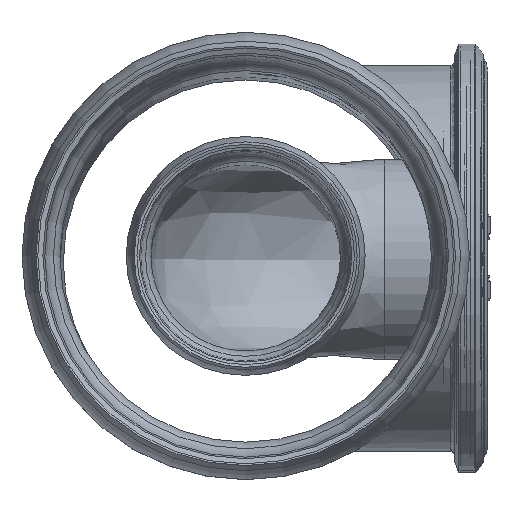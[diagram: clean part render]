
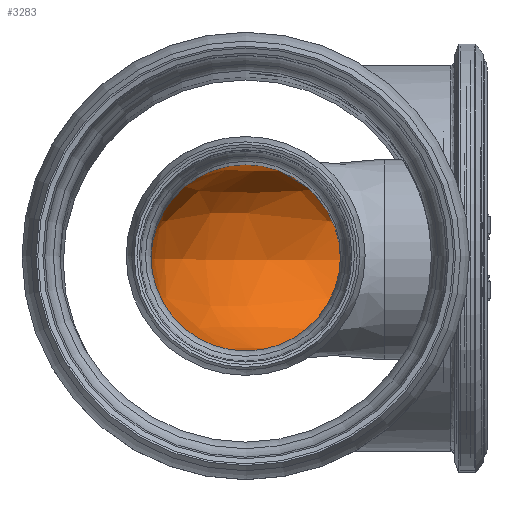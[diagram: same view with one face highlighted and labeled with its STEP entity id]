
A CAD part, top view. The second image highlights one B-rep face of the part: STEP entity #3283.
In plain terms, the highlighted free-form (B-spline) face has degree [2, 2] with [9, 3] control points.
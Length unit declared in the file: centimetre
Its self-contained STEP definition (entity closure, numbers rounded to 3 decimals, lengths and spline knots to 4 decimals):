
#24=(
BOUNDED_SURFACE()
B_SPLINE_SURFACE(2,2,((#6902,#6903,#6904),(#6905,#6906,#6907),(#6908,#6909,
#6910),(#6911,#6912,#6913),(#6914,#6915,#6916),(#6917,#6918,#6919),(#6920,
#6921,#6922),(#6923,#6924,#6925),(#6926,#6927,#6928)),.UNSPECIFIED.,.T.,
 .F.,.F.)
B_SPLINE_SURFACE_WITH_KNOTS((3,2,2,2,3),(3,3),(-6.2832,-4.7124,
-3.1416,-1.5708,0.),(0.,1.5708),
 .UNSPECIFIED.)
GEOMETRIC_REPRESENTATION_ITEM()
RATIONAL_B_SPLINE_SURFACE(((1.,0.707,1.),(0.707,
0.5,0.707),(1.,0.707,1.),(0.707,
0.5,0.707),(1.,0.707,1.),(0.707,
0.5,0.707),(1.,0.707,1.),(0.707,
0.5,0.707),(1.,0.707,1.)))
REPRESENTATION_ITEM('')
SURFACE()
);
#464=FACE_OUTER_BOUND('',#669,.T.);
#669=EDGE_LOOP('',(#2971,#2972,#2973,#2974,#2975));
#1273=CIRCLE('',#3691,24.9997);
#1274=CIRCLE('',#3693,24.9997);
#1276=CIRCLE('',#3695,24.9997);
#1277=CIRCLE('',#3696,61.4997);
#1592=VERTEX_POINT('',#6892);
#1593=VERTEX_POINT('',#6895);
#1594=VERTEX_POINT('',#6896);
#2055=EDGE_CURVE('',#1592,#1592,#1273,.T.);
#2056=EDGE_CURVE('',#1593,#1594,#1274,.T.);
#2059=EDGE_CURVE('',#1594,#1593,#1276,.T.);
#2060=EDGE_CURVE('',#1592,#1593,#1277,.T.);
#2971=ORIENTED_EDGE('',*,*,#2056,.F.);
#2972=ORIENTED_EDGE('',*,*,#2060,.F.);
#2973=ORIENTED_EDGE('',*,*,#2055,.T.);
#2974=ORIENTED_EDGE('',*,*,#2060,.T.);
#2975=ORIENTED_EDGE('',*,*,#2059,.F.);
#3283=ADVANCED_FACE('',(#464),#24,.F.);
#3691=AXIS2_PLACEMENT_3D('',#6893,#4697,#4698);
#3693=AXIS2_PLACEMENT_3D('',#6897,#4701,#4702);
#3695=AXIS2_PLACEMENT_3D('',#6901,#4706,#4707);
#3696=AXIS2_PLACEMENT_3D('',#6929,#4708,#4709);
#4697=DIRECTION('center_axis',(0.,0.,
1.));
#4698=DIRECTION('ref_axis',(-1.,0.,0.));
#4701=DIRECTION('center_axis',(-1.,0.,0.));
#4702=DIRECTION('ref_axis',(0.,0.,-1.));
#4706=DIRECTION('center_axis',(-1.,0.,0.));
#4707=DIRECTION('ref_axis',(0.,0.,-1.));
#4708=DIRECTION('center_axis',(0.,-1.,0.));
#4709=DIRECTION('ref_axis',(-0.707,0.,-0.707));
#6892=CARTESIAN_POINT('',(-24.9997,0.,486.5));
#6893=CARTESIAN_POINT('Origin',(0.,0.,
486.5));
#6895=CARTESIAN_POINT('',(36.5,0.,425.0003));
#6896=CARTESIAN_POINT('',(36.5,0.,474.9997));
#6897=CARTESIAN_POINT('Origin',(36.5,0.,450.));
#6901=CARTESIAN_POINT('Origin',(36.5,0.,450.));
#6902=CARTESIAN_POINT('Ctrl Pts',(-24.9997,0.,
486.5));
#6903=CARTESIAN_POINT('Ctrl Pts',(-24.9997,0.,
425.0003));
#6904=CARTESIAN_POINT('Ctrl Pts',(36.5,0.,
425.0003));
#6905=CARTESIAN_POINT('Ctrl Pts',(-24.9997,24.9997,486.5));
#6906=CARTESIAN_POINT('Ctrl Pts',(-24.9997,24.9997,425.0003));
#6907=CARTESIAN_POINT('Ctrl Pts',(36.5,24.9997,425.0003));
#6908=CARTESIAN_POINT('Ctrl Pts',(0.,24.9997,
486.5));
#6909=CARTESIAN_POINT('Ctrl Pts',(0.,24.9997,
450.));
#6910=CARTESIAN_POINT('Ctrl Pts',(36.5,24.9997,450.));
#6911=CARTESIAN_POINT('Ctrl Pts',(24.9997,24.9997,486.5));
#6912=CARTESIAN_POINT('Ctrl Pts',(24.9997,24.9997,474.9997));
#6913=CARTESIAN_POINT('Ctrl Pts',(36.5,24.9997,474.9997));
#6914=CARTESIAN_POINT('Ctrl Pts',(24.9997,0.,
486.5));
#6915=CARTESIAN_POINT('Ctrl Pts',(24.9997,0.,
474.9997));
#6916=CARTESIAN_POINT('Ctrl Pts',(36.5,0.,
474.9997));
#6917=CARTESIAN_POINT('Ctrl Pts',(24.9997,-24.9997,486.5));
#6918=CARTESIAN_POINT('Ctrl Pts',(24.9997,-24.9997,474.9997));
#6919=CARTESIAN_POINT('Ctrl Pts',(36.5,-24.9997,474.9997));
#6920=CARTESIAN_POINT('Ctrl Pts',(0.,-24.9997,
486.5));
#6921=CARTESIAN_POINT('Ctrl Pts',(0.,-24.9997,
450.));
#6922=CARTESIAN_POINT('Ctrl Pts',(36.5,-24.9997,450.));
#6923=CARTESIAN_POINT('Ctrl Pts',(-24.9997,-24.9997,486.5));
#6924=CARTESIAN_POINT('Ctrl Pts',(-24.9997,-24.9997,425.0003));
#6925=CARTESIAN_POINT('Ctrl Pts',(36.5,-24.9997,425.0003));
#6926=CARTESIAN_POINT('Ctrl Pts',(-24.9997,0.,
486.5));
#6927=CARTESIAN_POINT('Ctrl Pts',(-24.9997,0.,
425.0003));
#6928=CARTESIAN_POINT('Ctrl Pts',(36.5,0.,
425.0003));
#6929=CARTESIAN_POINT('Origin',(36.5,0.,486.5));
